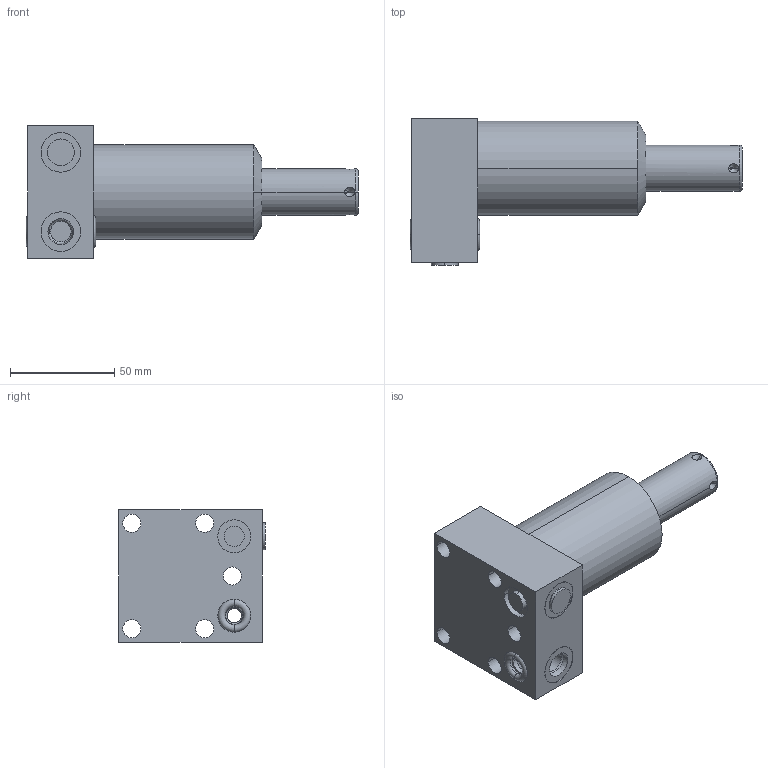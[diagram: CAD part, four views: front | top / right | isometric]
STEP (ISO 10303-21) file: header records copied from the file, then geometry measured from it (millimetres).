
FILE_DESCRIPTION((''),'2;1');
FILE_NAME('ILC15211304S','2021-06-15T',('Asawyer'),(''),'PRO/ENGINEER BY PARAMETRIC TECHNOLOGY CORPORATION, 2013320','PRO/ENGINEER BY PARAMETRIC TECHNOLOGY CORPORATION, 2013320','');
FILE_SCHEMA(('CONFIG_CONTROL_DESIGN'));
Length unit declared in the file: inch
Products named in the file (1): ILC15211304S
Bounding box: 159.61 x 70.48 x 63.5 mm (x, y, z)
Volume: 270339.8 mm3; surface area: 39722.3 mm2
Topology: 3 solids, 5 shells, 105 faces, 248 edges, 149 vertices
Faces by surface type: cylinder 46, cone 28, plane 21, torus 10
Entity records: 3268 total; most frequent: CARTESIAN_POINT 755, DIRECTION 556, ORIENTED_EDGE 472, EDGE_CURVE 238, AXIS2_PLACEMENT_3D 232, VERTEX_POINT 149, EDGE_LOOP 133, CIRCLE 126
